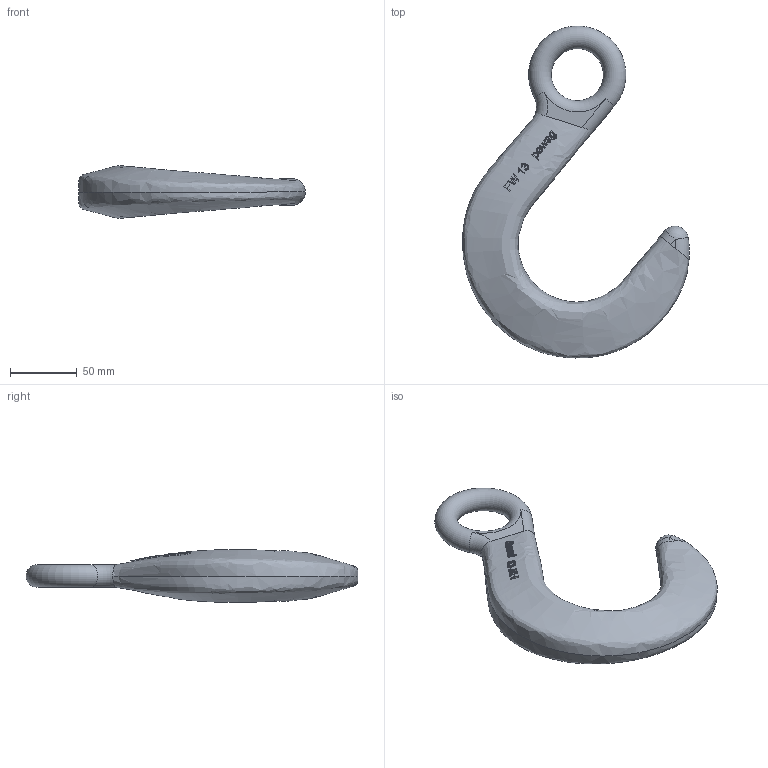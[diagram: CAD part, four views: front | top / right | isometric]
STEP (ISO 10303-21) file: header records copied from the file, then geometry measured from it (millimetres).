
FILE_DESCRIPTION(/* description */ (''),/* implementation_level */ '2;1');
FILE_NAME(/* name */ 'pewag_FW_13',/* time_stamp */ '2010-01-25T11:47:50+01:00',/* author */ (''),/* organization */ (''),/* preprocessor_version */ 'ST-DEVELOPER v9',/* originating_system */ 'UGS - NX 4.0',/* authorisation */ '');
FILE_SCHEMA (('AUTOMOTIVE_DESIGN { 1 0 10303 214 1 1 1 1 }'));
Length unit declared in the file: millimetre
Products named in the file (1): rit415Fsfz9
Bounding box: 169.95 x 248.91 x 39.49 mm (x, y, z)
Volume: 367154.1 mm3; surface area: 48266.5 mm2
Topology: 1 solids, 1 shells, 171 faces, 470 edges, 311 vertices
Faces by surface type: extrusion 88, plane 62, bspline 15, torus 3, cylinder 2, sphere 1
Entity records: 15734 total; most frequent: CARTESIAN_POINT 12021, ORIENTED_EDGE 932, EDGE_CURVE 466, DIRECTION 396, B_SPLINE_CURVE_WITH_KNOTS 394, VERTEX_POINT 310, VECTOR 238, EDGE_LOOP 184
